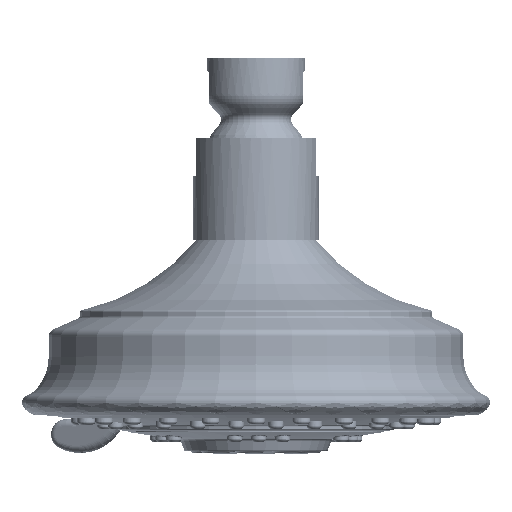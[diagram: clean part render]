
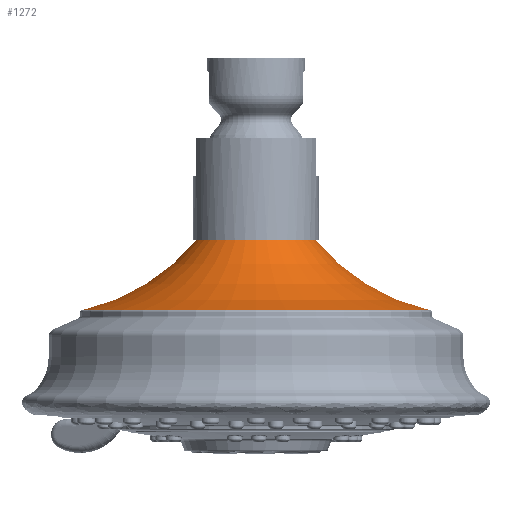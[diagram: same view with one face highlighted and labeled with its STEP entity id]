
A CAD part, top view. The second image highlights one B-rep face of the part: STEP entity #1272.
In plain terms, the highlighted toroidal (fillet/blend) face has major radius 51.16 mm and minor radius 48.26 mm.
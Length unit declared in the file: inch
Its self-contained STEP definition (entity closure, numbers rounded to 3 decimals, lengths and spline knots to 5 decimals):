
#217=CARTESIAN_POINT('',(0.,0.9534,0.));
#218=DIRECTION('',(0.,-1.,0.));
#219=DIRECTION('',(1.,0.,0.));
#220=AXIS2_PLACEMENT_3D('',#217,#218,#219);
#225=CARTESIAN_POINT('',(-2.01418,2.80866,0.));
#226=DIRECTION('',(0.,0.,-1.));
#227=DIRECTION('',(0.776,-0.631,0.));
#228=AXIS2_PLACEMENT_3D('',#225,#226,#227);
#233=CARTESIAN_POINT('',(0.,1.61,0.));
#234=DIRECTION('',(0.,1.,0.));
#235=DIRECTION('',(-1.,0.,0.));
#236=AXIS2_PLACEMENT_3D('',#233,#234,#235);
#241=CARTESIAN_POINT('',(2.01418,2.80866,0.));
#242=DIRECTION('',(0.,0.,1.));
#243=DIRECTION('',(-0.776,-0.631,0.));
#244=AXIS2_PLACEMENT_3D('',#241,#242,#243);
#1085=CARTESIAN_POINT('',(-0.54,1.61,0.));
#1086=CARTESIAN_POINT('',(0.54,1.61,0.));
#1087=VERTEX_POINT('',#1085);
#1088=VERTEX_POINT('',#1086);
#1177=CARTESIAN_POINT('',(1.60431,0.9534,0.));
#1178=CARTESIAN_POINT('',(-1.60431,0.9534,0.));
#1179=VERTEX_POINT('',#1177);
#1180=VERTEX_POINT('',#1178);
#1258=CARTESIAN_POINT('',(0.,2.80866,0.));
#1259=DIRECTION('',(0.,-1.,0.));
#1260=DIRECTION('',(-1.,0.,0.));
#1261=AXIS2_PLACEMENT_3D('',#1258,#1259,#1260);
#1262=TOROIDAL_SURFACE('',#1261,2.01418,1.9);
#1264=ORIENTED_EDGE('',*,*,#1263,.T.);
#1266=ORIENTED_EDGE('',*,*,#1265,.F.);
#1267=ORIENTED_EDGE('',*,*,#1226,.T.);
#1269=ORIENTED_EDGE('',*,*,#1268,.T.);
#1270=EDGE_LOOP('',(#1264,#1266,#1267,#1269));
#1271=FACE_OUTER_BOUND('',#1270,.F.);
#221=CIRCLE('',#220,1.60431);
#229=CIRCLE('',#228,1.9);
#237=CIRCLE('',#236,0.54);
#245=CIRCLE('',#244,1.9);
#1226=EDGE_CURVE('',#1087,#1088,#237,.T.);
#1263=EDGE_CURVE('',#1179,#1180,#221,.T.);
#1265=EDGE_CURVE('',#1087,#1180,#229,.T.);
#1268=EDGE_CURVE('',#1088,#1179,#245,.T.);
#1272=ADVANCED_FACE('',(#1271),#1262,.F.);
